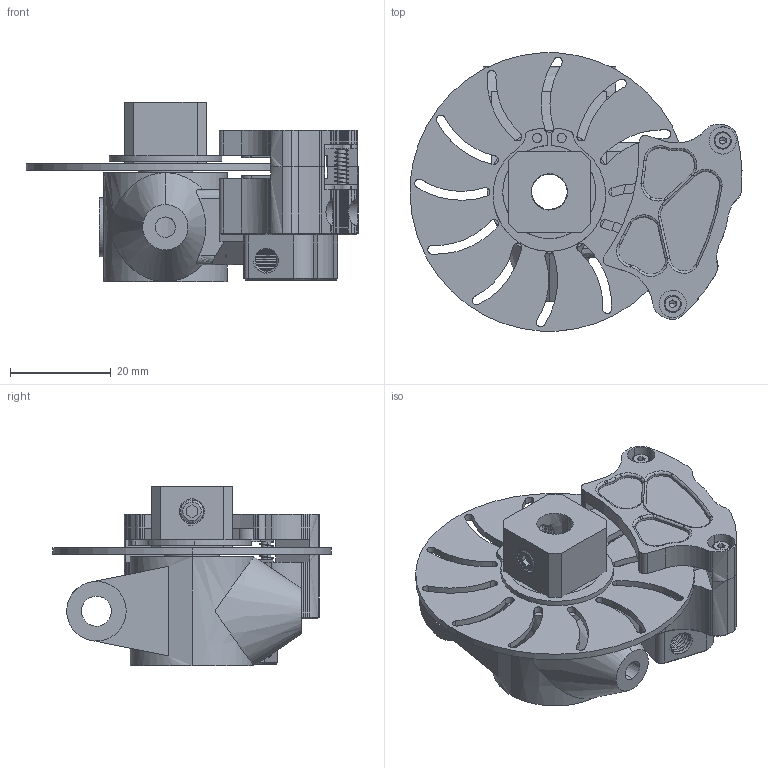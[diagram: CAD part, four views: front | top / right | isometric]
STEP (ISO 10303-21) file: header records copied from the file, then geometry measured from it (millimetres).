
FILE_DESCRIPTION(('FreeCAD Model'),'2;1');
FILE_NAME('Open CASCADE Shape Model','2025-05-04T18:56:38',('FreeCAD'),( 'FreeCAD'),'Open CASCADE STEP processor 7.6','FreeCAD','Unknown');
FILE_SCHEMA(('AUTOMOTIVE_DESIGN { 1 0 10303 214 1 1 1 1 }'));
Products named in the file (1): Open CASCADE STEP translator 7.6 1
Bounding box: 65.85 x 55.17 x 35.56 mm (x, y, z)
Volume: 29772.1 mm3; surface area: 25091.5 mm2
Topology: 23 solids, 23 shells, 960 faces, 2547 edges, 1637 vertices
Faces by surface type: bspline 960
Entity records: 45075 total; most frequent: CARTESIAN_POINT 30989, ORIENTED_EDGE 5010, EDGE_CURVE 2505, VERTEX_POINT 1637, B_SPLINE_CURVE_WITH_KNOTS 1379, FACE_BOUND 1090, EDGE_LOOP 1090, ADVANCED_FACE 960
